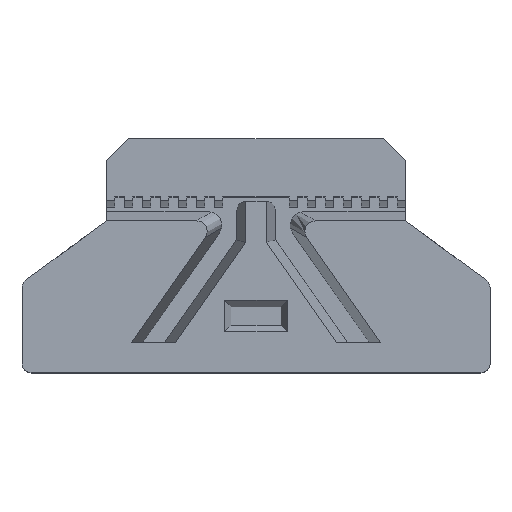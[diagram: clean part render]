
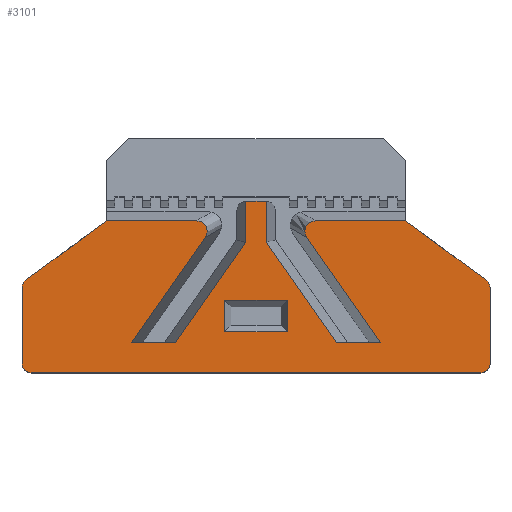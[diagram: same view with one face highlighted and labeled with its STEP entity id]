
A CAD part, top view. The second image highlights one B-rep face of the part: STEP entity #3101.
In plain terms, the highlighted planar face has unit normal (0, 0, 1).
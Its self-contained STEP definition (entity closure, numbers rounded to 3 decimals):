
#69=FACE_BOUND('',#393,.T.);
#80=ELLIPSE('',#3294,1.335,1.2);
#100=B_SPLINE_CURVE_WITH_KNOTS('',3,(#4531,#4532,#4533,#4534,#4535,#4536,
#4537,#4538,#4539,#4540,#4541,#4542,#4543,#4544,#4545),.UNSPECIFIED.,.F.,
 .F.,(4,2,2,3,2,2,4),(-0.115,-0.093,-0.047,
0.,0.047,0.093,0.13),
 .UNSPECIFIED.);
#120=CIRCLE('',#3291,1.);
#121=CIRCLE('',#3292,1.);
#122=CIRCLE('',#3293,1.);
#123=CIRCLE('',#3295,1.);
#222=FACE_OUTER_BOUND('',#392,.T.);
#392=EDGE_LOOP('',(#2132,#2133,#2134,#2135,#2136,#2137,#2138,#2139,#2140,
#2141,#2142,#2143,#2144,#2145,#2146,#2147,#2148,#2149,#2150,#2151,#2152,
#2153));
#393=EDGE_LOOP('',(#2154,#2155,#2156,#2157));
#596=LINE('',#4504,#950);
#599=LINE('',#4510,#953);
#602=LINE('',#4519,#956);
#603=LINE('',#4523,#957);
#604=LINE('',#4527,#958);
#605=LINE('',#4529,#959);
#606=LINE('',#4547,#960);
#607=LINE('',#4549,#961);
#608=LINE('',#4551,#962);
#609=LINE('',#4553,#963);
#610=LINE('',#4555,#964);
#611=LINE('',#4557,#965);
#612=LINE('',#4559,#966);
#613=LINE('',#4561,#967);
#614=LINE('',#4563,#968);
#615=LINE('',#4567,#969);
#616=LINE('',#4569,#970);
#617=LINE('',#4572,#971);
#618=LINE('',#4574,#972);
#619=LINE('',#4575,#973);
#950=VECTOR('',#3623,10.);
#953=VECTOR('',#3628,10.);
#956=VECTOR('',#3635,10.);
#957=VECTOR('',#3638,10.);
#958=VECTOR('',#3641,10.);
#959=VECTOR('',#3642,10.);
#960=VECTOR('',#3643,10.);
#961=VECTOR('',#3644,10.);
#962=VECTOR('',#3645,10.);
#963=VECTOR('',#3646,10.);
#964=VECTOR('',#3647,10.);
#965=VECTOR('',#3648,10.);
#966=VECTOR('',#3649,10.);
#967=VECTOR('',#3650,10.);
#968=VECTOR('',#3651,10.);
#969=VECTOR('',#3654,10.);
#970=VECTOR('',#3655,10.);
#971=VECTOR('',#3658,10.);
#972=VECTOR('',#3659,10.);
#973=VECTOR('',#3660,10.);
#1287=VERTEX_POINT('',#4500);
#1289=VERTEX_POINT('',#4503);
#1291=VERTEX_POINT('',#4509);
#1293=VERTEX_POINT('',#4515);
#1294=VERTEX_POINT('',#4516);
#1295=VERTEX_POINT('',#4518);
#1296=VERTEX_POINT('',#4520);
#1297=VERTEX_POINT('',#4522);
#1298=VERTEX_POINT('',#4524);
#1299=VERTEX_POINT('',#4526);
#1300=VERTEX_POINT('',#4528);
#1301=VERTEX_POINT('',#4530);
#1302=VERTEX_POINT('',#4546);
#1303=VERTEX_POINT('',#4548);
#1304=VERTEX_POINT('',#4550);
#1305=VERTEX_POINT('',#4552);
#1306=VERTEX_POINT('',#4554);
#1307=VERTEX_POINT('',#4556);
#1308=VERTEX_POINT('',#4558);
#1309=VERTEX_POINT('',#4560);
#1310=VERTEX_POINT('',#4562);
#1311=VERTEX_POINT('',#4564);
#1312=VERTEX_POINT('',#4566);
#1313=VERTEX_POINT('',#4568);
#1314=VERTEX_POINT('',#4570);
#1315=VERTEX_POINT('',#4573);
#1611=EDGE_CURVE('',#1289,#1287,#596,.T.);
#1614=EDGE_CURVE('',#1291,#1287,#599,.T.);
#1617=EDGE_CURVE('',#1293,#1294,#120,.T.);
#1618=EDGE_CURVE('',#1294,#1295,#602,.T.);
#1619=EDGE_CURVE('',#1295,#1296,#121,.T.);
#1620=EDGE_CURVE('',#1296,#1297,#603,.T.);
#1621=EDGE_CURVE('',#1297,#1298,#122,.T.);
#1622=EDGE_CURVE('',#1298,#1299,#604,.T.);
#1623=EDGE_CURVE('',#1299,#1300,#605,.T.);
#1624=EDGE_CURVE('',#1300,#1301,#100,.T.);
#1625=EDGE_CURVE('',#1301,#1302,#606,.T.);
#1626=EDGE_CURVE('',#1302,#1303,#607,.T.);
#1627=EDGE_CURVE('',#1303,#1304,#608,.T.);
#1628=EDGE_CURVE('',#1304,#1305,#609,.T.);
#1629=EDGE_CURVE('',#1305,#1306,#610,.T.);
#1630=EDGE_CURVE('',#1306,#1307,#611,.T.);
#1631=EDGE_CURVE('',#1307,#1308,#612,.T.);
#1632=EDGE_CURVE('',#1308,#1309,#613,.T.);
#1633=EDGE_CURVE('',#1309,#1310,#614,.T.);
#1634=EDGE_CURVE('',#1310,#1311,#80,.T.);
#1635=EDGE_CURVE('',#1311,#1312,#615,.T.);
#1636=EDGE_CURVE('',#1312,#1313,#616,.T.);
#1637=EDGE_CURVE('',#1313,#1314,#123,.T.);
#1638=EDGE_CURVE('',#1314,#1293,#617,.T.);
#1639=EDGE_CURVE('',#1291,#1315,#618,.T.);
#1640=EDGE_CURVE('',#1289,#1315,#619,.T.);
#2132=ORIENTED_EDGE('',*,*,#1617,.T.);
#2133=ORIENTED_EDGE('',*,*,#1618,.T.);
#2134=ORIENTED_EDGE('',*,*,#1619,.T.);
#2135=ORIENTED_EDGE('',*,*,#1620,.T.);
#2136=ORIENTED_EDGE('',*,*,#1621,.T.);
#2137=ORIENTED_EDGE('',*,*,#1622,.T.);
#2138=ORIENTED_EDGE('',*,*,#1623,.T.);
#2139=ORIENTED_EDGE('',*,*,#1624,.T.);
#2140=ORIENTED_EDGE('',*,*,#1625,.T.);
#2141=ORIENTED_EDGE('',*,*,#1626,.T.);
#2142=ORIENTED_EDGE('',*,*,#1627,.T.);
#2143=ORIENTED_EDGE('',*,*,#1628,.T.);
#2144=ORIENTED_EDGE('',*,*,#1629,.T.);
#2145=ORIENTED_EDGE('',*,*,#1630,.T.);
#2146=ORIENTED_EDGE('',*,*,#1631,.T.);
#2147=ORIENTED_EDGE('',*,*,#1632,.T.);
#2148=ORIENTED_EDGE('',*,*,#1633,.T.);
#2149=ORIENTED_EDGE('',*,*,#1634,.T.);
#2150=ORIENTED_EDGE('',*,*,#1635,.T.);
#2151=ORIENTED_EDGE('',*,*,#1636,.T.);
#2152=ORIENTED_EDGE('',*,*,#1637,.T.);
#2153=ORIENTED_EDGE('',*,*,#1638,.T.);
#2154=ORIENTED_EDGE('',*,*,#1639,.T.);
#2155=ORIENTED_EDGE('',*,*,#1640,.F.);
#2156=ORIENTED_EDGE('',*,*,#1611,.T.);
#2157=ORIENTED_EDGE('',*,*,#1614,.F.);
#2986=PLANE('',#3290);
#3101=ADVANCED_FACE('',(#222,#69),#2986,.T.);
#3290=AXIS2_PLACEMENT_3D('',#4514,#3631,#3632);
#3291=AXIS2_PLACEMENT_3D('',#4517,#3633,#3634);
#3292=AXIS2_PLACEMENT_3D('',#4521,#3636,#3637);
#3293=AXIS2_PLACEMENT_3D('',#4525,#3639,#3640);
#3294=AXIS2_PLACEMENT_3D('',#4565,#3652,#3653);
#3295=AXIS2_PLACEMENT_3D('',#4571,#3656,#3657);
#3623=DIRECTION('',(0.,-1.,0.));
#3628=DIRECTION('',(1.,0.,0.));
#3631=DIRECTION('center_axis',(0.,0.,1.));
#3632=DIRECTION('ref_axis',(1.,0.,0.));
#3633=DIRECTION('center_axis',(0.,0.,1.));
#3634=DIRECTION('ref_axis',(-1.,0.,0.));
#3635=DIRECTION('',(1.,0.,0.));
#3636=DIRECTION('center_axis',(0.,0.,1.));
#3637=DIRECTION('ref_axis',(1.,0.,0.));
#3638=DIRECTION('',(0.,1.,0.));
#3639=DIRECTION('center_axis',(0.,0.,1.));
#3640=DIRECTION('ref_axis',(1.,0.,0.));
#3641=DIRECTION('',(-0.806,0.592,0.));
#3642=DIRECTION('',(-1.,0.,0.));
#3643=DIRECTION('',(0.574,-0.819,0.));
#3644=DIRECTION('',(-1.,0.,0.));
#3645=DIRECTION('',(-0.574,0.819,0.));
#3646=DIRECTION('',(0.,1.,0.));
#3647=DIRECTION('',(-1.,0.,0.));
#3648=DIRECTION('',(0.,-1.,0.));
#3649=DIRECTION('',(-0.574,-0.819,0.));
#3650=DIRECTION('',(-1.,0.,0.));
#3651=DIRECTION('',(0.574,0.819,0.));
#3652=DIRECTION('center_axis',(0.,0.,1.));
#3653=DIRECTION('ref_axis',(0.859,0.512,0.));
#3654=DIRECTION('',(-1.,0.,0.));
#3655=DIRECTION('',(-0.806,-0.592,0.));
#3656=DIRECTION('center_axis',(0.,0.,1.));
#3657=DIRECTION('ref_axis',(-1.,0.,0.));
#3658=DIRECTION('',(0.,-1.,0.));
#3659=DIRECTION('',(0.,1.,0.));
#3660=DIRECTION('',(-1.,0.,0.));
#4500=CARTESIAN_POINT('',(23.,14.05,15.));
#4503=CARTESIAN_POINT('',(23.,17.55,15.));
#4504=CARTESIAN_POINT('',(23.,17.518,15.));
#4509=CARTESIAN_POINT('',(16.,14.05,15.));
#4510=CARTESIAN_POINT('',(19.5,14.05,15.));
#4514=CARTESIAN_POINT('Origin',(19.5,19.236,15.));
#4515=CARTESIAN_POINT('',(-6.5,10.5,15.));
#4516=CARTESIAN_POINT('',(-5.5,9.5,15.));
#4517=CARTESIAN_POINT('Origin',(-5.5,10.5,15.));
#4518=CARTESIAN_POINT('',(44.5,9.5,15.));
#4519=CARTESIAN_POINT('',(19.5,9.5,15.));
#4520=CARTESIAN_POINT('',(45.5,10.5,15.));
#4521=CARTESIAN_POINT('Origin',(44.5,10.5,15.));
#4522=CARTESIAN_POINT('',(45.5,18.994,15.));
#4523=CARTESIAN_POINT('',(45.5,16.992,15.));
#4524=CARTESIAN_POINT('',(45.092,19.8,15.));
#4525=CARTESIAN_POINT('Origin',(44.5,18.994,15.));
#4526=CARTESIAN_POINT('',(36.1,26.4,15.));
#4527=CARTESIAN_POINT('',(33.902,28.014,15.));
#4528=CARTESIAN_POINT('',(26.078,26.4,15.));
#4529=CARTESIAN_POINT('',(24.504,26.4,15.));
#4530=CARTESIAN_POINT('',(25.137,24.547,15.));
#4531=CARTESIAN_POINT('Ctrl Pts',(26.078,26.4,15.));
#4532=CARTESIAN_POINT('Ctrl Pts',(25.998,26.4,15.));
#4533=CARTESIAN_POINT('Ctrl Pts',(25.919,26.393,15.));
#4534=CARTESIAN_POINT('Ctrl Pts',(25.695,26.354,15.));
#4535=CARTESIAN_POINT('Ctrl Pts',(25.522,26.287,15.));
#4536=CARTESIAN_POINT('Ctrl Pts',(25.262,26.116,15.));
#4537=CARTESIAN_POINT('Ctrl Pts',(25.132,25.982,15.));
#4538=CARTESIAN_POINT('Ctrl Pts',(25.052,25.848,15.));
#4539=CARTESIAN_POINT('Ctrl Pts',(24.972,25.714,15.));
#4540=CARTESIAN_POINT('Ctrl Pts',(24.915,25.535,15.));
#4541=CARTESIAN_POINT('Ctrl Pts',(24.888,25.226,15.));
#4542=CARTESIAN_POINT('Ctrl Pts',(24.912,25.042,15.));
#4543=CARTESIAN_POINT('Ctrl Pts',(24.999,24.779,15.));
#4544=CARTESIAN_POINT('Ctrl Pts',(25.062,24.653,15.));
#4545=CARTESIAN_POINT('Ctrl Pts',(25.137,24.547,15.));
#4546=CARTESIAN_POINT('',(33.333,12.843,15.));
#4547=CARTESIAN_POINT('',(26.15,23.1,15.));
#4548=CARTESIAN_POINT('',(28.449,12.843,15.));
#4549=CARTESIAN_POINT('',(25.195,12.843,15.));
#4550=CARTESIAN_POINT('',(20.65,23.981,15.));
#4551=CARTESIAN_POINT('',(23.598,19.771,15.));
#4552=CARTESIAN_POINT('',(20.65,28.55,15.));
#4553=CARTESIAN_POINT('',(20.65,23.551,15.));
#4554=CARTESIAN_POINT('',(18.35,28.55,15.));
#4555=CARTESIAN_POINT('',(19.5,28.55,15.));
#4556=CARTESIAN_POINT('',(18.35,23.981,15.));
#4557=CARTESIAN_POINT('',(18.35,23.551,15.));
#4558=CARTESIAN_POINT('',(10.551,12.843,15.));
#4559=CARTESIAN_POINT('',(15.402,19.771,15.));
#4560=CARTESIAN_POINT('',(5.667,12.843,15.));
#4561=CARTESIAN_POINT('',(13.805,12.843,15.));
#4562=CARTESIAN_POINT('',(13.863,24.547,15.));
#4563=CARTESIAN_POINT('',(12.85,23.1,15.));
#4564=CARTESIAN_POINT('',(12.922,26.4,15.));
#4565=CARTESIAN_POINT('Origin',(12.8,25.163,15.));
#4566=CARTESIAN_POINT('',(2.9,26.4,15.));
#4567=CARTESIAN_POINT('',(14.496,26.4,15.));
#4568=CARTESIAN_POINT('',(-6.092,19.8,15.));
#4569=CARTESIAN_POINT('',(5.098,28.014,15.));
#4570=CARTESIAN_POINT('',(-6.5,18.994,15.));
#4571=CARTESIAN_POINT('Origin',(-5.5,18.994,15.));
#4572=CARTESIAN_POINT('',(-6.5,16.992,15.));
#4573=CARTESIAN_POINT('',(16.,17.55,15.));
#4574=CARTESIAN_POINT('',(16.,17.518,15.));
#4575=CARTESIAN_POINT('',(19.5,17.55,15.));
